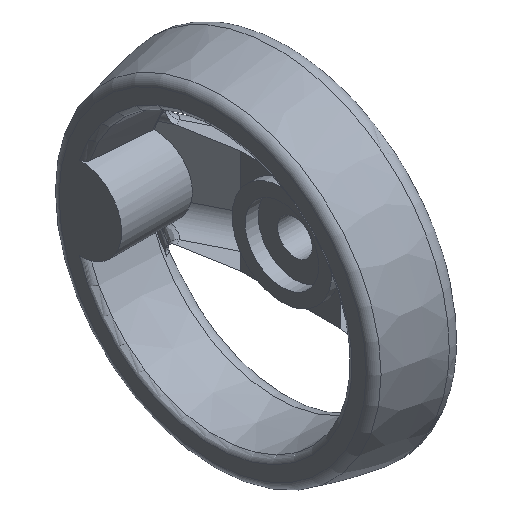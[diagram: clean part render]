
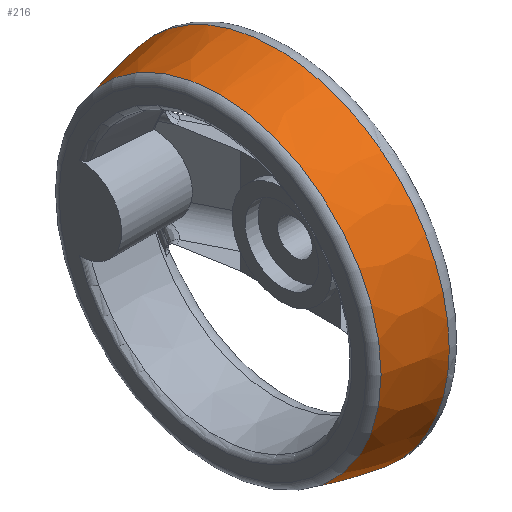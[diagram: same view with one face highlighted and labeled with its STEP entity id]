
A CAD part, isometric view. The second image highlights one B-rep face of the part: STEP entity #216.
In plain terms, the highlighted free-form (B-spline) face has degree [3, 3] with [4, 7] control points.
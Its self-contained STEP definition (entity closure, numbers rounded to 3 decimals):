
#109=(
BOUNDED_SURFACE()
B_SPLINE_SURFACE(3,3,((#1504,#1505,#1506,#1507,#1508,#1509,#1510),(#1511,
#1512,#1513,#1514,#1515,#1516,#1517),(#1518,#1519,#1520,#1521,#1522,#1523,
#1524),(#1525,#1526,#1527,#1528,#1529,#1530,#1531)),.UNSPECIFIED.,.F.,.T.,
.F.)
B_SPLINE_SURFACE_WITH_KNOTS((4,4),(1,3,3,3,1),(0.,1.),(-0.5,0.,0.5,1.,1.5),
.UNSPECIFIED.)
GEOMETRIC_REPRESENTATION_ITEM()
RATIONAL_B_SPLINE_SURFACE(((1.,0.333,0.333,1.,0.333,
0.333,1.),(0.999,0.333,0.333,
0.999,0.333,0.333,0.999),
(0.999,0.333,0.333,0.999,
0.333,0.333,0.999),(1.,0.333,
0.333,1.,0.333,0.333,1.)))
REPRESENTATION_ITEM('')
SURFACE()
);
#127=FACE_BOUND('',#319,.T.);
#128=FACE_BOUND('',#320,.T.);
#178=B_SPLINE_CURVE_WITH_KNOTS('',3,(#1466,#1467,#1468,#1469,#1470,#1471,
#1472,#1473,#1474,#1475,#1476,#1477,#1478,#1479,#1480,#1481,#1482,#1483,
#1484,#1485,#1486,#1487,#1488,#1489,#1490,#1491,#1492,#1493,#1494,#1495,
#1496,#1497,#1498,#1499),.UNSPECIFIED.,.T.,.F.,(2,2,2,2,2,2,2,2,2,2,2,2,
2,2,2,2,2,2,2),(-0.062,0.,0.063,0.125,0.188,0.25,0.313,0.375,
0.438,0.5,0.563,0.625,0.688,0.75,0.813,0.875,0.938,1.,1.063),.UNSPECIFIED.);
#216=ADVANCED_FACE('',(#127,#128),#109,.T.);
#319=EDGE_LOOP('',(#492));
#320=EDGE_LOOP('',(#493));
#375=CIRCLE('',#880,37.4);
#492=ORIENTED_EDGE('',*,*,#759,.T.);
#493=ORIENTED_EDGE('',*,*,#760,.F.);
#672=VERTEX_POINT('',#1500);
#673=VERTEX_POINT('',#1503);
#759=EDGE_CURVE('',#672,#672,#178,.T.);
#760=EDGE_CURVE('',#673,#673,#375,.T.);
#880=AXIS2_PLACEMENT_3D('',#1502,#1024,#1025);
#1024=DIRECTION('',(-1.,0.,0.));
#1025=DIRECTION('',(0.,0.,1.));
#1466=CARTESIAN_POINT('',(227.067,177.952,-5.242));
#1467=CARTESIAN_POINT('',(227.067,177.952,5.242));
#1468=CARTESIAN_POINT('',(227.067,178.994,10.483));
#1469=CARTESIAN_POINT('',(227.067,183.006,20.169));
#1470=CARTESIAN_POINT('',(227.067,185.975,24.612));
#1471=CARTESIAN_POINT('',(227.067,193.388,32.025));
#1472=CARTESIAN_POINT('',(227.067,197.831,34.994));
#1473=CARTESIAN_POINT('',(227.067,207.517,39.006));
#1474=CARTESIAN_POINT('',(227.067,212.758,40.048));
#1475=CARTESIAN_POINT('',(227.067,223.242,40.048));
#1476=CARTESIAN_POINT('',(227.067,228.483,39.006));
#1477=CARTESIAN_POINT('',(227.067,238.169,34.994));
#1478=CARTESIAN_POINT('',(227.067,242.612,32.025));
#1479=CARTESIAN_POINT('',(227.067,250.025,24.612));
#1480=CARTESIAN_POINT('',(227.067,252.994,20.169));
#1481=CARTESIAN_POINT('',(227.067,257.006,10.483));
#1482=CARTESIAN_POINT('',(227.067,258.048,5.242));
#1483=CARTESIAN_POINT('',(227.067,258.048,-5.242));
#1484=CARTESIAN_POINT('',(227.067,257.006,-10.483));
#1485=CARTESIAN_POINT('',(227.067,252.994,-20.169));
#1486=CARTESIAN_POINT('',(227.067,250.025,-24.612));
#1487=CARTESIAN_POINT('',(227.067,242.612,-32.025));
#1488=CARTESIAN_POINT('',(227.067,238.169,-34.994));
#1489=CARTESIAN_POINT('',(227.067,228.483,-39.006));
#1490=CARTESIAN_POINT('',(227.067,223.242,-40.048));
#1491=CARTESIAN_POINT('',(227.067,212.758,-40.048));
#1492=CARTESIAN_POINT('',(227.067,207.517,-39.006));
#1493=CARTESIAN_POINT('',(227.067,197.831,-34.994));
#1494=CARTESIAN_POINT('',(227.067,193.388,-32.025));
#1495=CARTESIAN_POINT('',(227.067,185.975,-24.612));
#1496=CARTESIAN_POINT('',(227.067,183.006,-20.169));
#1497=CARTESIAN_POINT('',(227.067,178.994,-10.483));
#1498=CARTESIAN_POINT('',(227.067,177.952,-5.242));
#1499=CARTESIAN_POINT('',(227.067,177.952,5.242));
#1500=CARTESIAN_POINT('',(227.067,177.952,0.));
#1502=CARTESIAN_POINT('',(213.996,218.,0.));
#1503=CARTESIAN_POINT('',(213.996,218.,37.4));
#1504=CARTESIAN_POINT('',(213.996,218.,37.4));
#1505=CARTESIAN_POINT('',(213.996,292.8,37.4));
#1506=CARTESIAN_POINT('',(213.996,292.8,-37.4));
#1507=CARTESIAN_POINT('',(213.996,218.,-37.4));
#1508=CARTESIAN_POINT('',(213.996,143.2,-37.4));
#1509=CARTESIAN_POINT('',(213.996,143.2,37.4));
#1510=CARTESIAN_POINT('',(213.996,218.,37.4));
#1511=CARTESIAN_POINT('',(218.302,218.,38.521));
#1512=CARTESIAN_POINT('',(218.302,295.043,38.521));
#1513=CARTESIAN_POINT('',(218.302,295.043,-38.521));
#1514=CARTESIAN_POINT('',(218.302,218.,-38.521));
#1515=CARTESIAN_POINT('',(218.302,140.957,-38.521));
#1516=CARTESIAN_POINT('',(218.302,140.957,38.521));
#1517=CARTESIAN_POINT('',(218.302,218.,38.521));
#1518=CARTESIAN_POINT('',(222.664,218.,39.405));
#1519=CARTESIAN_POINT('',(222.664,296.81,39.405));
#1520=CARTESIAN_POINT('',(222.664,296.81,-39.405));
#1521=CARTESIAN_POINT('',(222.664,218.,-39.405));
#1522=CARTESIAN_POINT('',(222.664,139.19,-39.405));
#1523=CARTESIAN_POINT('',(222.664,139.19,39.405));
#1524=CARTESIAN_POINT('',(222.664,218.,39.405));
#1525=CARTESIAN_POINT('',(227.067,218.,40.048));
#1526=CARTESIAN_POINT('',(227.067,298.097,40.048));
#1527=CARTESIAN_POINT('',(227.067,298.097,-40.048));
#1528=CARTESIAN_POINT('',(227.067,218.,-40.048));
#1529=CARTESIAN_POINT('',(227.067,137.903,-40.048));
#1530=CARTESIAN_POINT('',(227.067,137.903,40.048));
#1531=CARTESIAN_POINT('',(227.067,218.,40.048));
